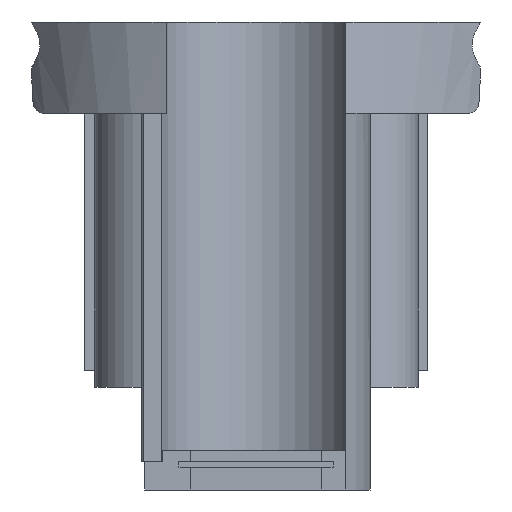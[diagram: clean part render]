
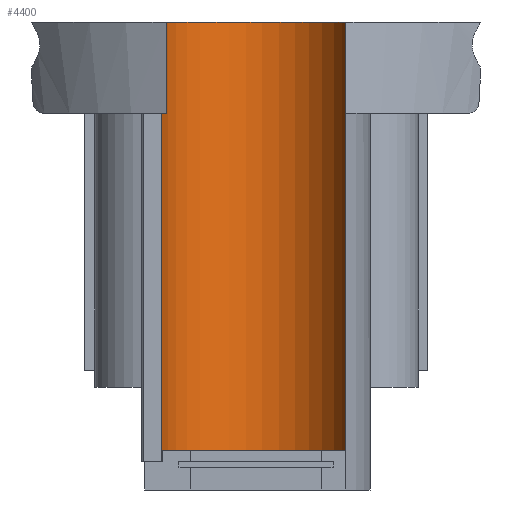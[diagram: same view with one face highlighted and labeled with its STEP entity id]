
A CAD part, left-side view. The second image highlights one B-rep face of the part: STEP entity #4400.
In plain terms, the highlighted cylindrical face has radius 8.5 mm (diameter 17 mm), a partial arc.
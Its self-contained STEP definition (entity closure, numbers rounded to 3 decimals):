
#363=FACE_OUTER_BOUND('',#604,.T.);
#604=EDGE_LOOP('',(#3992,#3993,#3994,#3995,#3996,#3997,#3998,#3999,#4000,
#4001,#4002,#4003));
#642=CIRCLE('',#4583,8.5);
#645=CIRCLE('',#4586,8.5);
#659=CIRCLE('',#4648,8.5);
#660=CIRCLE('',#4651,8.5);
#664=CIRCLE('',#4656,8.5);
#671=CIRCLE('',#4705,8.5);
#1147=LINE('',#12930,#1522);
#1157=LINE('',#12950,#1532);
#1257=LINE('',#13193,#1632);
#1258=LINE('',#13194,#1633);
#1259=LINE('',#13195,#1634);
#1260=LINE('',#13196,#1635);
#1522=VECTOR('',#5404,10.);
#1532=VECTOR('',#5426,10.);
#1632=VECTOR('',#5640,10.);
#1633=VECTOR('',#5641,10.);
#1634=VECTOR('',#5642,10.);
#1635=VECTOR('',#5643,10.);
#1891=VERTEX_POINT('',#9357);
#1892=VERTEX_POINT('',#9359);
#1897=VERTEX_POINT('',#9369);
#1898=VERTEX_POINT('',#9371);
#2001=VERTEX_POINT('',#12907);
#2007=VERTEX_POINT('',#12927);
#2008=VERTEX_POINT('',#12929);
#2011=VERTEX_POINT('',#12946);
#2012=VERTEX_POINT('',#12948);
#2025=VERTEX_POINT('',#12981);
#2077=VERTEX_POINT('',#13187);
#2078=VERTEX_POINT('',#13189);
#2434=EDGE_CURVE('',#1892,#1891,#642,.T.);
#2440=EDGE_CURVE('',#1898,#1897,#645,.T.);
#2602=EDGE_CURVE('',#2008,#2007,#1147,.T.);
#2610=EDGE_CURVE('',#2007,#2001,#659,.T.);
#2613=EDGE_CURVE('',#2011,#2012,#1157,.T.);
#2614=EDGE_CURVE('',#2008,#2012,#660,.T.);
#2630=EDGE_CURVE('',#2011,#2025,#664,.T.);
#2726=EDGE_CURVE('',#2077,#2078,#671,.T.);
#2727=EDGE_CURVE('',#1898,#2001,#1257,.T.);
#2728=EDGE_CURVE('',#1897,#2077,#1258,.T.);
#2729=EDGE_CURVE('',#2078,#1892,#1259,.T.);
#2730=EDGE_CURVE('',#1891,#2025,#1260,.T.);
#3992=ORIENTED_EDGE('',*,*,#2610,.T.);
#3993=ORIENTED_EDGE('',*,*,#2727,.F.);
#3994=ORIENTED_EDGE('',*,*,#2440,.T.);
#3995=ORIENTED_EDGE('',*,*,#2728,.T.);
#3996=ORIENTED_EDGE('',*,*,#2726,.T.);
#3997=ORIENTED_EDGE('',*,*,#2729,.T.);
#3998=ORIENTED_EDGE('',*,*,#2434,.T.);
#3999=ORIENTED_EDGE('',*,*,#2730,.T.);
#4000=ORIENTED_EDGE('',*,*,#2630,.F.);
#4001=ORIENTED_EDGE('',*,*,#2613,.T.);
#4002=ORIENTED_EDGE('',*,*,#2614,.F.);
#4003=ORIENTED_EDGE('',*,*,#2602,.T.);
#4181=CYLINDRICAL_SURFACE('',#4706,8.5);
#4400=ADVANCED_FACE('',(#363),#4181,.F.);
#4583=AXIS2_PLACEMENT_3D('',#9360,#5147,#5148);
#4586=AXIS2_PLACEMENT_3D('',#9372,#5156,#5157);
#4648=AXIS2_PLACEMENT_3D('',#12944,#5420,#5421);
#4651=AXIS2_PLACEMENT_3D('',#12952,#5429,#5430);
#4656=AXIS2_PLACEMENT_3D('',#12982,#5451,#5452);
#4705=AXIS2_PLACEMENT_3D('',#13191,#5636,#5637);
#4706=AXIS2_PLACEMENT_3D('',#13192,#5638,#5639);
#5147=DIRECTION('center_axis',(0.,0.,
1.));
#5148=DIRECTION('ref_axis',(1.,0.,0.));
#5156=DIRECTION('center_axis',(0.,0.,
1.));
#5157=DIRECTION('ref_axis',(1.,0.,0.));
#5404=DIRECTION('',(0.,0.,1.));
#5420=DIRECTION('center_axis',(0.,0.,-1.));
#5421=DIRECTION('ref_axis',(1.,0.,0.));
#5426=DIRECTION('',(0.,0.,-1.));
#5429=DIRECTION('center_axis',(0.,0.,1.));
#5430=DIRECTION('ref_axis',(-0.375,-0.927,0.));
#5451=DIRECTION('center_axis',(0.,0.,
1.));
#5452=DIRECTION('ref_axis',(1.,0.,0.));
#5636=DIRECTION('center_axis',(0.,0.,
1.));
#5637=DIRECTION('ref_axis',(1.,0.,0.));
#5638=DIRECTION('center_axis',(0.,0.,-1.));
#5639=DIRECTION('ref_axis',(1.,0.,0.));
#5640=DIRECTION('',(0.,0.,-1.));
#5641=DIRECTION('',(0.,0.,-1.));
#5642=DIRECTION('',(0.,0.,1.));
#5643=DIRECTION('',(0.,0.,-1.));
#9357=CARTESIAN_POINT('',(-17.499,7.878,0.));
#9359=CARTESIAN_POINT('',(-16.101,8.308,0.));
#9360=CARTESIAN_POINT('Origin',(-14.314,-0.002,
0.));
#9369=CARTESIAN_POINT('',(-12.101,8.205,0.));
#9371=CARTESIAN_POINT('',(-17.501,-7.882,0.));
#9372=CARTESIAN_POINT('Origin',(-14.314,-0.002,
0.));
#12907=CARTESIAN_POINT('',(-17.501,-7.882,-37.5));
#12927=CARTESIAN_POINT('',(-12.101,8.205,-37.5));
#12929=CARTESIAN_POINT('',(-12.101,8.205,-38.5));
#12930=CARTESIAN_POINT('',(-12.101,8.205,0.));
#12944=CARTESIAN_POINT('Origin',(-14.314,-0.002,
-37.5));
#12946=CARTESIAN_POINT('',(-16.101,8.308,-8.));
#12948=CARTESIAN_POINT('',(-16.101,8.308,-38.5));
#12950=CARTESIAN_POINT('',(-16.101,8.308,-8.));
#12952=CARTESIAN_POINT('Origin',(-14.314,-0.002,
-38.5));
#12981=CARTESIAN_POINT('',(-17.499,7.878,-8.));
#12982=CARTESIAN_POINT('Origin',(-14.314,-0.002,
-8.));
#13187=CARTESIAN_POINT('',(-12.101,8.205,-1.5));
#13189=CARTESIAN_POINT('',(-16.101,8.308,-1.5));
#13191=CARTESIAN_POINT('Origin',(-14.314,-0.002,
-1.5));
#13192=CARTESIAN_POINT('Origin',(-14.314,-0.002,
0.));
#13193=CARTESIAN_POINT('',(-17.501,-7.882,0.));
#13194=CARTESIAN_POINT('',(-12.101,8.205,0.));
#13195=CARTESIAN_POINT('',(-16.101,8.308,0.));
#13196=CARTESIAN_POINT('',(-17.499,7.878,0.));
